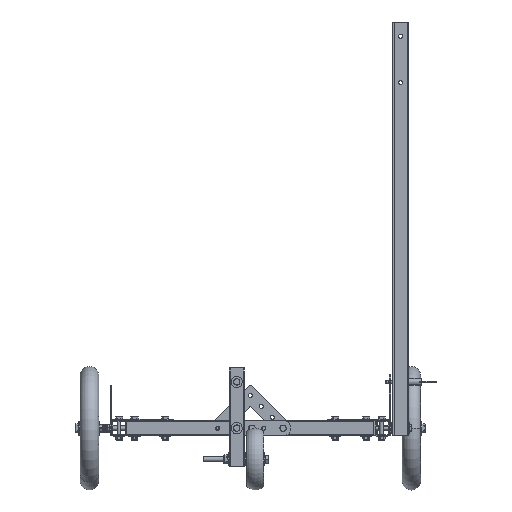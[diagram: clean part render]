
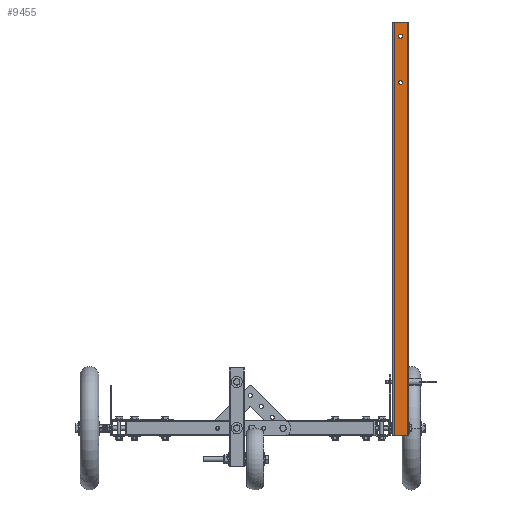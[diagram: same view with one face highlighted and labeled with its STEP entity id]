
A CAD part, front view. The second image highlights one B-rep face of the part: STEP entity #9455.
In plain terms, the highlighted face is planar.
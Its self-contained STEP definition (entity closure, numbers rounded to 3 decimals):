
#9455 = ADVANCED_FACE('',(#9456,#9490,#9501),#9512,.T.);
#9456 = FACE_BOUND('',#9457,.T.);
#9457 = EDGE_LOOP('',(#9458,#9468,#9476,#9484));
#9458 = ORIENTED_EDGE('',*,*,#9459,.T.);
#9459 = EDGE_CURVE('',#9460,#9462,#9464,.T.);
#9460 = VERTEX_POINT('',#9461);
#9461 = CARTESIAN_POINT('',(-12.5,0.,12.5));
#9462 = VERTEX_POINT('',#9463);
#9463 = CARTESIAN_POINT('',(-12.5,-670.,12.5));
#9464 = LINE('',#9465,#9466);
#9465 = CARTESIAN_POINT('',(-12.5,0.,12.5));
#9466 = VECTOR('',#9467,1.);
#9467 = DIRECTION('',(0.,-1.,0.));
#9468 = ORIENTED_EDGE('',*,*,#9469,.T.);
#9469 = EDGE_CURVE('',#9462,#9470,#9472,.T.);
#9470 = VERTEX_POINT('',#9471);
#9471 = CARTESIAN_POINT('',(12.5,-670.,12.5));
#9472 = LINE('',#9473,#9474);
#9473 = CARTESIAN_POINT('',(-12.5,-670.,12.5));
#9474 = VECTOR('',#9475,1.);
#9475 = DIRECTION('',(1.,0.,0.));
#9476 = ORIENTED_EDGE('',*,*,#9477,.F.);
#9477 = EDGE_CURVE('',#9478,#9470,#9480,.T.);
#9478 = VERTEX_POINT('',#9479);
#9479 = CARTESIAN_POINT('',(12.5,0.,12.5));
#9480 = LINE('',#9481,#9482);
#9481 = CARTESIAN_POINT('',(12.5,0.,12.5));
#9482 = VECTOR('',#9483,1.);
#9483 = DIRECTION('',(0.,-1.,0.));
#9484 = ORIENTED_EDGE('',*,*,#9485,.F.);
#9485 = EDGE_CURVE('',#9460,#9478,#9486,.T.);
#9486 = LINE('',#9487,#9488);
#9487 = CARTESIAN_POINT('',(-12.5,0.,12.5));
#9488 = VECTOR('',#9489,1.);
#9489 = DIRECTION('',(1.,0.,0.));
#9490 = FACE_BOUND('',#9491,.T.);
#9491 = EDGE_LOOP('',(#9492));
#9492 = ORIENTED_EDGE('',*,*,#9493,.F.);
#9493 = EDGE_CURVE('',#9494,#9494,#9496,.T.);
#9494 = VERTEX_POINT('',#9495);
#9495 = CARTESIAN_POINT('',(0.,-650.25,12.5));
#9496 = CIRCLE('',#9497,3.25);
#9497 = AXIS2_PLACEMENT_3D('',#9498,#9499,#9500);
#9498 = CARTESIAN_POINT('',(0.,-647.,12.5));
#9499 = DIRECTION('',(0.,0.,1.));
#9500 = DIRECTION('',(0.,-1.,0.));
#9501 = FACE_BOUND('',#9502,.T.);
#9502 = EDGE_LOOP('',(#9503));
#9503 = ORIENTED_EDGE('',*,*,#9504,.F.);
#9504 = EDGE_CURVE('',#9505,#9505,#9507,.T.);
#9505 = VERTEX_POINT('',#9506);
#9506 = CARTESIAN_POINT('',(0.,-575.25,12.5));
#9507 = CIRCLE('',#9508,3.25);
#9508 = AXIS2_PLACEMENT_3D('',#9509,#9510,#9511);
#9509 = CARTESIAN_POINT('',(0.,-572.,12.5));
#9510 = DIRECTION('',(0.,0.,1.));
#9511 = DIRECTION('',(0.,-1.,0.));
#9512 = PLANE('',#9513);
#9513 = AXIS2_PLACEMENT_3D('',#9514,#9515,#9516);
#9514 = CARTESIAN_POINT('',(-12.5,0.,12.5));
#9515 = DIRECTION('',(0.,0.,1.));
#9516 = DIRECTION('',(1.,0.,0.));
